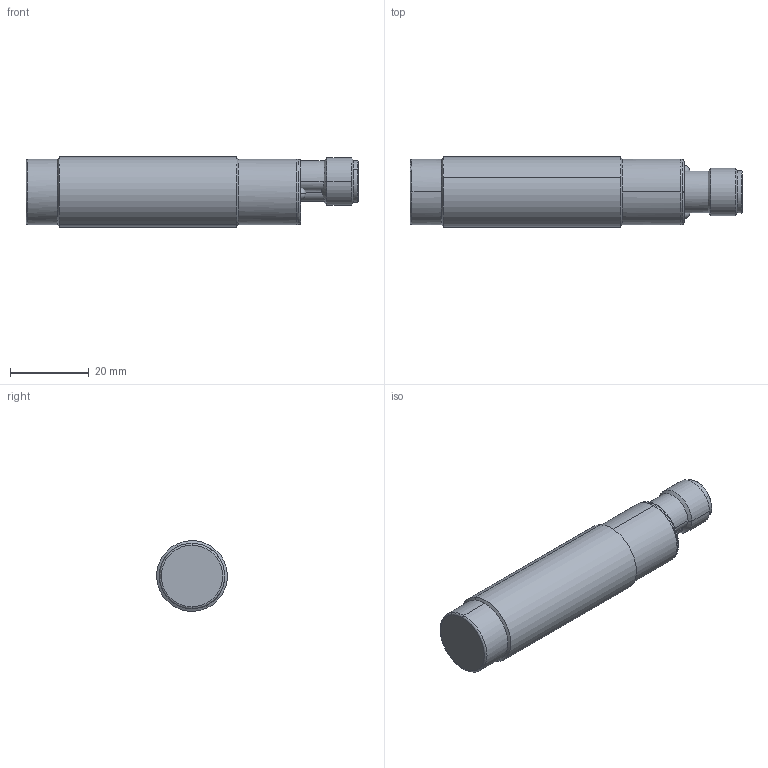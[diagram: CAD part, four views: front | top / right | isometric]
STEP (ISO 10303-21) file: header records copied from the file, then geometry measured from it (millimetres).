
FILE_DESCRIPTION((''),'2;1');
FILE_NAME('ASM0003_ASM','2014-10-10T',('msj'),(''),'PRO/ENGINEER BY PARAMETRIC TECHNOLOGY CORPORATION, 2009440','PRO/ENGINEER BY PARAMETRIC TECHNOLOGY CORPORATION, 2009440','');
FILE_SCHEMA(('CONFIG_CONTROL_DESIGN'));
Length unit declared in the file: millimetre
Products named in the file (3): PRT0007; ASM0004_ASM; ASM0003_ASM
Assembly tree (2 placements, depth 3):
  ASM0003_ASM
    ASM0004_ASM
      PRT0007
Bounding box: 84.5 x 17.94 x 17.94 mm (x, y, z)
Volume: 17773 mm3; surface area: 5299.8 mm2
Topology: 1 solids, 1 shells, 122 faces, 319 edges, 207 vertices
Faces by surface type: cylinder 39, bspline 28, plane 26, torus 12, cone 11, sphere 4, revolution 2
Entity records: 5770 total; most frequent: CARTESIAN_POINT 2840, ORIENTED_EDGE 630, DIRECTION 558, EDGE_CURVE 315, AXIS2_PLACEMENT_3D 237, VERTEX_POINT 207, CIRCLE 139, EDGE_LOOP 134
